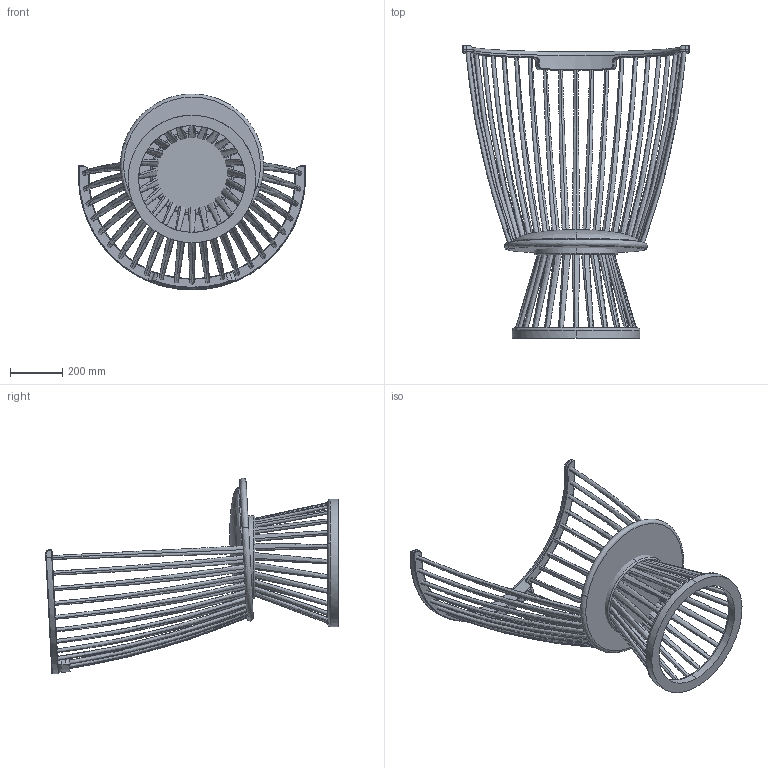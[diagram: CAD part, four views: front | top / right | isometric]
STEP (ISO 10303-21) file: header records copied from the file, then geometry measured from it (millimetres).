
FILE_DESCRIPTION(/* description */ (''),/* implementation_level */ '2;1');
FILE_NAME(/* name */ 'Fan Chair',/* time_stamp */ '2022-07-14T15:35:27+01:00',/* author */ (''),/* organization */ (''),/* preprocessor_version */ 'ST-DEVELOPER v16.5',/* originating_system */ '',/* authorisation */ '');
FILE_SCHEMA (('AUTOMOTIVE_DESIGN'));
Length unit declared in the file: millimetre
Products named in the file (1): Document
Bounding box: 871.62 x 1124.54 x 752.64 mm (x, y, z)
Volume: 18106031.6 mm3; surface area: 3046390.7 mm2
Topology: 51 solids, 52 shells, 289 faces, 509 edges, 323 vertices
Faces by surface type: bspline 175, plane 114
Entity records: 24544 total; most frequent: CARTESIAN_POINT 20407, ORIENTED_EDGE 1014, EDGE_CURVE 507, B_SPLINE_CURVE_WITH_KNOTS 372, VERTEX_POINT 323, EDGE_LOOP 292, ADVANCED_FACE 289, FACE_OUTER_BOUND 289
